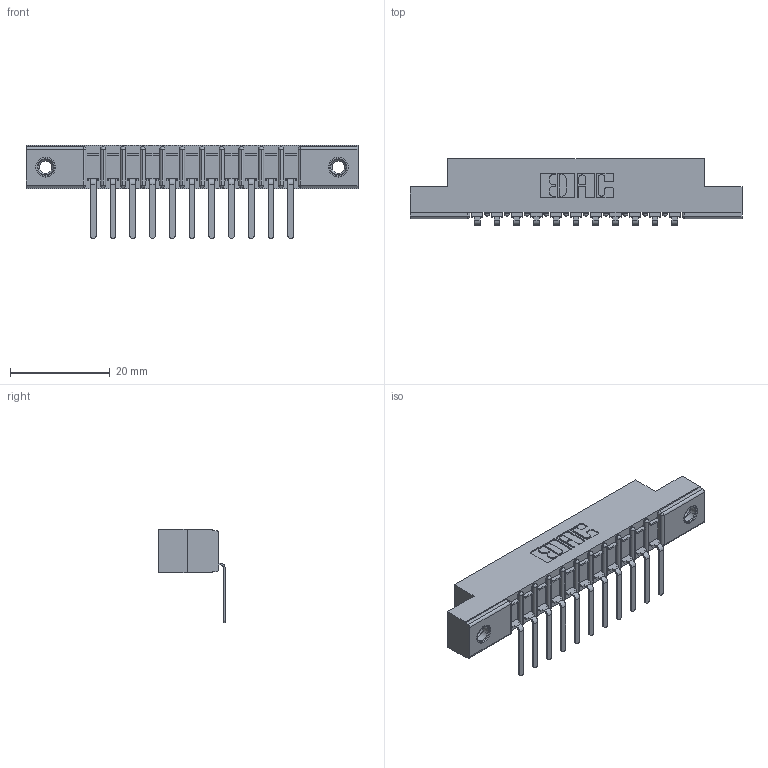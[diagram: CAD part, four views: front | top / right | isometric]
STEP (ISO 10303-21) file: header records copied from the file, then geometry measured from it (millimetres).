
FILE_DESCRIPTION (( 'STEP AP203' ), '1' );
FILE_NAME ('307-011-457-107.STEP', '2020-09-25T10:54:42', ( '' ), ( '' ), 'SwSTEP 2.0', 'SolidWorks 2020', '' );
FILE_SCHEMA (( 'CONFIG_CONTROL_DESIGN' ));
Length unit declared in the file: inch
Products named in the file (4): 307-290-002_557; 307-011-457-107; 307 Part_.156 Dia Mounting Holes; 345-250-001_345-250-005-103
Assembly tree (14 placements, depth 2):
  307-011-457-107
    307 Part_.156 Dia Mounting Holes
    307-290-002_557  x11
    345-250-001_345-250-005-103  x2
Bounding box: 66.6 x 13.32 x 18.67 mm (x, y, z)
Volume: 4407.1 mm3; surface area: 7621.2 mm2
Topology: 14 solids, 14 shells, 1048 faces, 3143 edges, 2054 vertices
Faces by surface type: plane 619, cylinder 389, sphere 24, cone 12, torus 4
Entity records: 15291 total; most frequent: CARTESIAN_POINT 2555, ORIENTED_EDGE 2538, DIRECTION 2507, EDGE_CURVE 1269, VECTOR 955, LINE 955, VERTEX_POINT 824, AXIS2_PLACEMENT_3D 776
